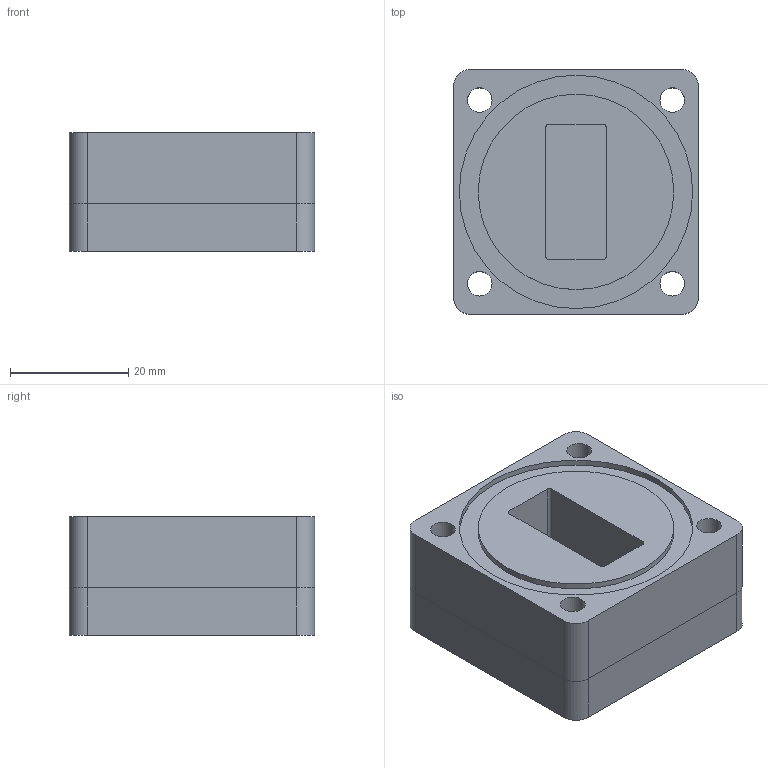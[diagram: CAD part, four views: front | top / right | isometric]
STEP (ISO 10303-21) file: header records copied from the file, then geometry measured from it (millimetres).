
FILE_DESCRIPTION (( 'STEP AP214' ), '1' );
FILE_NAME ('FMWGP1008_3D.step', '2024-01-08T23:35:05', ( '' ), ( '' ), 'SwSTEP 2.0', 'SolidWorks 2022', '' );
FILE_SCHEMA (( 'AUTOMOTIVE_DESIGN' ));
Length unit declared in the file: inch
Products named in the file (1): FMWGP1008_3D
Bounding box: 41.4 x 41.4 x 20 mm (x, y, z)
Volume: 28137.7 mm3; surface area: 9277.5 mm2
Topology: 1 solids, 1 shells, 190 faces, 406 edges, 240 vertices
Faces by surface type: plane 80, cylinder 56, cone 54
Entity records: 5214 total; most frequent: CARTESIAN_POINT 1023, DIRECTION 908, ORIENTED_EDGE 812, EDGE_CURVE 406, AXIS2_PLACEMENT_3D 353, VERTEX_POINT 240, EDGE_LOOP 220, VECTOR 202
